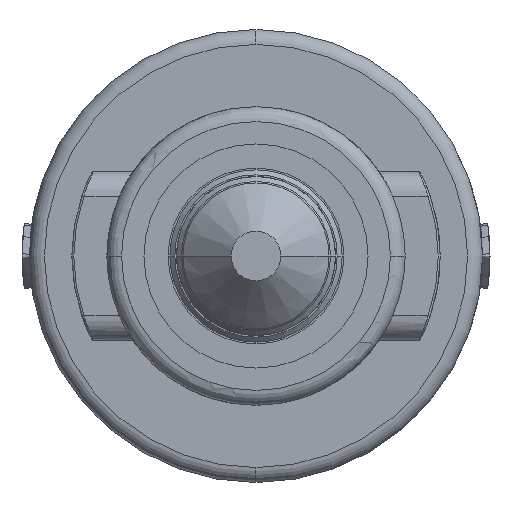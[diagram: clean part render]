
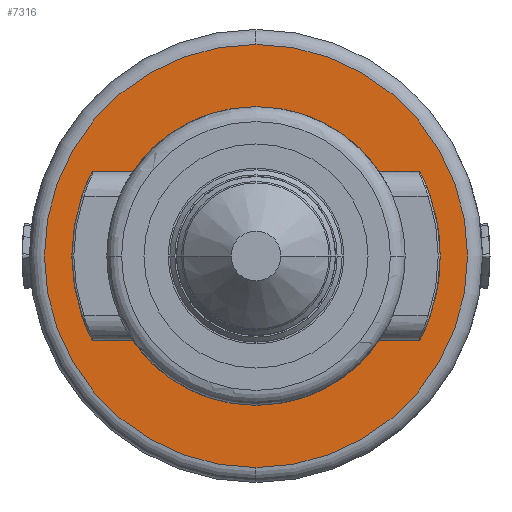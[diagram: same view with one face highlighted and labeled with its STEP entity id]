
A CAD part, left-side view. The second image highlights one B-rep face of the part: STEP entity #7316.
In plain terms, the highlighted face is planar.
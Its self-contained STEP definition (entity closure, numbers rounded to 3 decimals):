
#297 = FACE_OUTER_BOUND ( 'NONE', #27392, .T. ) ;
#2992 = CIRCLE ( 'NONE', #17325, 4.25 ) ;
#3953 = CIRCLE ( 'NONE', #8738, 3. ) ;
#4314 = FACE_BOUND ( 'NONE', #6400, .T. ) ;
#4633 = CARTESIAN_POINT ( 'NONE',  ( -6.281, 0., 0. ) ) ;
#4962 = AXIS2_PLACEMENT_3D ( 'NONE', #27468, #13335, #22783 ) ;
#5187 = PLANE ( 'NONE',  #14426 ) ;
#5199 = CARTESIAN_POINT ( 'NONE',  ( -6.281, 0., 4.25 ) ) ;
#6400 = EDGE_LOOP ( 'NONE', ( #9229, #13551 ) ) ;
#7316 = ADVANCED_FACE ( 'NONE', ( #297, #4314 ), #5187, .T. ) ;
#8738 = AXIS2_PLACEMENT_3D ( 'NONE', #20350, #24704, #10810 ) ;
#8775 = VERTEX_POINT ( 'NONE', #11939 ) ;
#9229 = ORIENTED_EDGE ( 'NONE', *, *, #16294, .F. ) ;
#10136 = DIRECTION ( 'NONE',  ( 0., 0., -1. ) ) ;
#10270 = VERTEX_POINT ( 'NONE', #16625 ) ;
#10810 = DIRECTION ( 'NONE',  ( 0., 0., -1. ) ) ;
#11056 = ORIENTED_EDGE ( 'NONE', *, *, #15094, .T. ) ;
#11939 = CARTESIAN_POINT ( 'NONE',  ( -6.281, 0., -3. ) ) ;
#12150 = DIRECTION ( 'NONE',  ( 1., 0., 0. ) ) ;
#13335 = DIRECTION ( 'NONE',  ( 1., 0., 0. ) ) ;
#13551 = ORIENTED_EDGE ( 'NONE', *, *, #18671, .F. ) ;
#14426 = AXIS2_PLACEMENT_3D ( 'NONE', #26089, #12150, #10136 ) ;
#15094 = EDGE_CURVE ( 'NONE', #22908, #10270, #2992, .T. ) ;
#16241 = AXIS2_PLACEMENT_3D ( 'NONE', #21056, #21143, #20968 ) ;
#16294 = EDGE_CURVE ( 'NONE', #8775, #29390, #18889, .T. ) ;
#16625 = CARTESIAN_POINT ( 'NONE',  ( -6.281, 0., -4.25 ) ) ;
#17232 = CARTESIAN_POINT ( 'NONE',  ( -6.281, 0., 3. ) ) ;
#17325 = AXIS2_PLACEMENT_3D ( 'NONE', #4633, #20845, #27952 ) ;
#17331 = ORIENTED_EDGE ( 'NONE', *, *, #22272, .T. ) ;
#18671 = EDGE_CURVE ( 'NONE', #29390, #8775, #3953, .T. ) ;
#18889 = CIRCLE ( 'NONE', #4962, 3. ) ;
#20350 = CARTESIAN_POINT ( 'NONE',  ( -6.281, 0., 0. ) ) ;
#20845 = DIRECTION ( 'NONE',  ( 1., 0., 0. ) ) ;
#20968 = DIRECTION ( 'NONE',  ( 0., 0., -1. ) ) ;
#21056 = CARTESIAN_POINT ( 'NONE',  ( -6.281, 0., 0. ) ) ;
#21143 = DIRECTION ( 'NONE',  ( 1., 0., 0. ) ) ;
#22272 = EDGE_CURVE ( 'NONE', #10270, #22908, #28986, .T. ) ;
#22783 = DIRECTION ( 'NONE',  ( 0., 0., -1. ) ) ;
#22908 = VERTEX_POINT ( 'NONE', #5199 ) ;
#24704 = DIRECTION ( 'NONE',  ( 1., 0., 0. ) ) ;
#26089 = CARTESIAN_POINT ( 'NONE',  ( -6.281, 0., 0. ) ) ;
#27392 = EDGE_LOOP ( 'NONE', ( #17331, #11056 ) ) ;
#27468 = CARTESIAN_POINT ( 'NONE',  ( -6.281, 0., 0. ) ) ;
#27952 = DIRECTION ( 'NONE',  ( 0., 0., -1. ) ) ;
#28986 = CIRCLE ( 'NONE', #16241, 4.25 ) ;
#29390 = VERTEX_POINT ( 'NONE', #17232 ) ;
